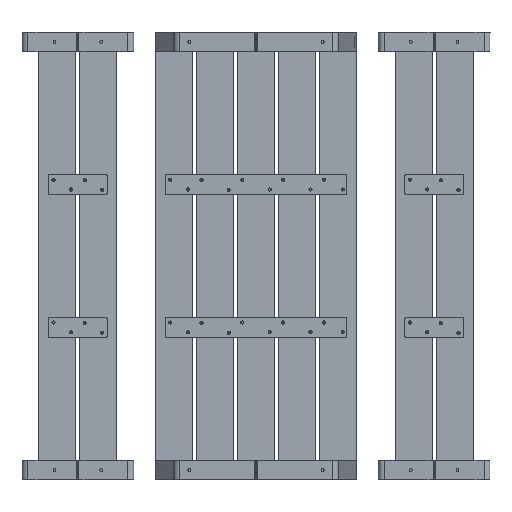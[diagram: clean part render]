
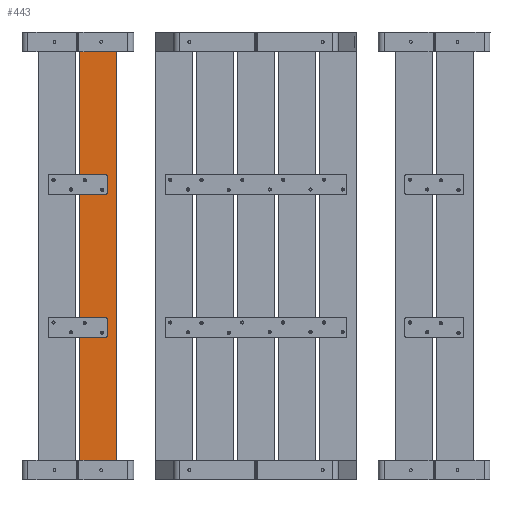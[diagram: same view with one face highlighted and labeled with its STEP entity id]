
A CAD part, front view. The second image highlights one B-rep face of the part: STEP entity #443.
In plain terms, the highlighted planar face has unit normal (0, -1, 0).
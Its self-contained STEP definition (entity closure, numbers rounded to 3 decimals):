
#131 = VECTOR ( 'NONE', #1694, 1000. ) ;
#443 = ADVANCED_FACE ( 'NONE', ( #8192 ), #14005, .F. ) ;
#480 = CARTESIAN_POINT ( 'NONE',  ( 1150., 0., -95. ) ) ;
#1262 = VERTEX_POINT ( 'NONE', #18072 ) ;
#1694 = DIRECTION ( 'NONE',  ( -1., 0., 0. ) ) ;
#3034 = LINE ( 'NONE', #9120, #131 ) ;
#3131 = EDGE_CURVE ( 'NONE', #6805, #17837, #10746, .T. ) ;
#3361 = EDGE_CURVE ( 'NONE', #1262, #7404, #3034, .T. ) ;
#3857 = AXIS2_PLACEMENT_3D ( 'NONE', #4132, #7031, #7129 ) ;
#4132 = CARTESIAN_POINT ( 'NONE',  ( 1150., 0., 95. ) ) ;
#4137 = ORIENTED_EDGE ( 'NONE', *, *, #5336, .F. ) ;
#4378 = VECTOR ( 'NONE', #8989, 1000. ) ;
#5336 = EDGE_CURVE ( 'NONE', #1262, #6805, #15192, .T. ) ;
#5460 = DIRECTION ( 'NONE',  ( 0., 0., -1. ) ) ;
#6805 = VERTEX_POINT ( 'NONE', #7142 ) ;
#7031 = DIRECTION ( 'NONE',  ( 0., 1., 0. ) ) ;
#7129 = DIRECTION ( 'NONE',  ( 0., 0., 1. ) ) ;
#7142 = CARTESIAN_POINT ( 'NONE',  ( 1150., 0., -95. ) ) ;
#7186 = VECTOR ( 'NONE', #5460, 1000. ) ;
#7404 = VERTEX_POINT ( 'NONE', #8057 ) ;
#7745 = CARTESIAN_POINT ( 'NONE',  ( 1150., 0., 95. ) ) ;
#8057 = CARTESIAN_POINT ( 'NONE',  ( -1150., 0., 95. ) ) ;
#8192 = FACE_OUTER_BOUND ( 'NONE', #17070, .T. ) ;
#8327 = LINE ( 'NONE', #11179, #7186 ) ;
#8692 = ORIENTED_EDGE ( 'NONE', *, *, #10872, .T. ) ;
#8989 = DIRECTION ( 'NONE',  ( 0., 0., -1. ) ) ;
#9120 = CARTESIAN_POINT ( 'NONE',  ( 1150., 0., 95. ) ) ;
#10746 = LINE ( 'NONE', #480, #15637 ) ;
#10872 = EDGE_CURVE ( 'NONE', #7404, #17837, #8327, .T. ) ;
#11012 = CARTESIAN_POINT ( 'NONE',  ( -1150., 0., -95. ) ) ;
#11179 = CARTESIAN_POINT ( 'NONE',  ( -1150., 0., 95. ) ) ;
#14005 = PLANE ( 'NONE',  #3857 ) ;
#15192 = LINE ( 'NONE', #7745, #4378 ) ;
#15637 = VECTOR ( 'NONE', #16674, 1000. ) ;
#15759 = ORIENTED_EDGE ( 'NONE', *, *, #3361, .T. ) ;
#16674 = DIRECTION ( 'NONE',  ( -1., 0., 0. ) ) ;
#17070 = EDGE_LOOP ( 'NONE', ( #8692, #18449, #4137, #15759 ) ) ;
#17837 = VERTEX_POINT ( 'NONE', #11012 ) ;
#18072 = CARTESIAN_POINT ( 'NONE',  ( 1150., 0., 95. ) ) ;
#18449 = ORIENTED_EDGE ( 'NONE', *, *, #3131, .F. ) ;
